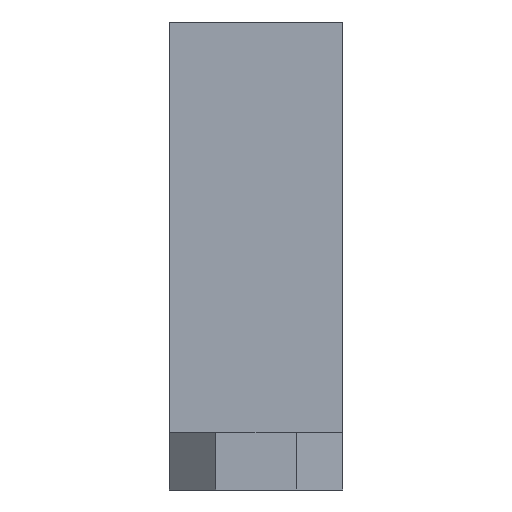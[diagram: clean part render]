
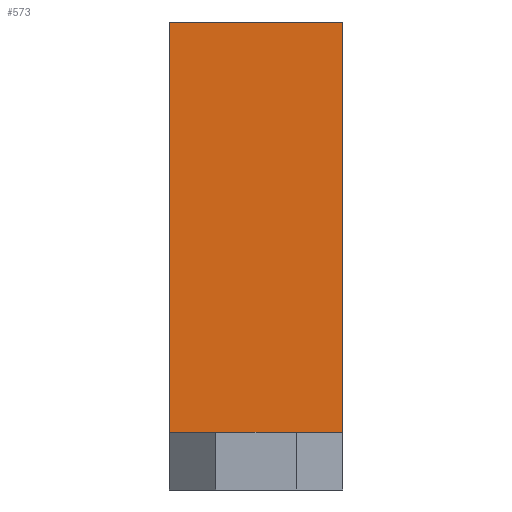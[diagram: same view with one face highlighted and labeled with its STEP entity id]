
A CAD part, front view. The second image highlights one B-rep face of the part: STEP entity #573.
In plain terms, the highlighted planar face has unit normal (0, -1, 0).
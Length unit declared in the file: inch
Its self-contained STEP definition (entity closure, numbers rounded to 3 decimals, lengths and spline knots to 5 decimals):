
#3 = CARTESIAN_POINT ( 'NONE',  ( 0., 1.556, 1.776 ) ) ;
#28 = VERTEX_POINT ( 'NONE', #418 ) ;
#47 = CARTESIAN_POINT ( 'NONE',  ( 0.75, 1.556, 1.776 ) ) ;
#58 = EDGE_CURVE ( 'NONE', #28, #128, #274, .T. ) ;
#61 = VERTEX_POINT ( 'NONE', #47 ) ;
#68 = VECTOR ( 'NONE', #78, 39.37008 ) ;
#78 = DIRECTION ( 'NONE',  ( 0., 0., -1. ) ) ;
#91 = LINE ( 'NONE', #3, #92 ) ;
#92 = VECTOR ( 'NONE', #373, 39.37008 ) ;
#93 = DIRECTION ( 'NONE',  ( 0., 0., -1. ) ) ;
#97 = ORIENTED_EDGE ( 'NONE', *, *, #551, .T. ) ;
#112 = VECTOR ( 'NONE', #225, 39.37008 ) ;
#128 = VERTEX_POINT ( 'NONE', #498 ) ;
#132 = CARTESIAN_POINT ( 'NONE',  ( 0., 1.556, 1.776 ) ) ;
#133 = EDGE_CURVE ( 'NONE', #325, #61, #91, .T. ) ;
#141 = CARTESIAN_POINT ( 'NONE',  ( 0., 1.556, 0. ) ) ;
#159 = CARTESIAN_POINT ( 'NONE',  ( 0., 1.556, 1.776 ) ) ;
#173 = FACE_OUTER_BOUND ( 'NONE', #382, .T. ) ;
#174 = VECTOR ( 'NONE', #93, 39.37008 ) ;
#216 = CARTESIAN_POINT ( 'NONE',  ( 0., 1.556, 1.776 ) ) ;
#225 = DIRECTION ( 'NONE',  ( 1., 0., 0. ) ) ;
#260 = ORIENTED_EDGE ( 'NONE', *, *, #58, .T. ) ;
#261 = LINE ( 'NONE', #216, #68 ) ;
#274 = LINE ( 'NONE', #141, #112 ) ;
#308 = DIRECTION ( 'NONE',  ( 0., 1., 0. ) ) ;
#310 = PLANE ( 'NONE',  #478 ) ;
#325 = VERTEX_POINT ( 'NONE', #159 ) ;
#373 = DIRECTION ( 'NONE',  ( 1., 0., 0. ) ) ;
#382 = EDGE_LOOP ( 'NONE', ( #260, #486, #581, #97 ) ) ;
#418 = CARTESIAN_POINT ( 'NONE',  ( 0., 1.556, 0. ) ) ;
#429 = EDGE_CURVE ( 'NONE', #61, #128, #528, .T. ) ;
#478 = AXIS2_PLACEMENT_3D ( 'NONE', #132, #308, #493 ) ;
#486 = ORIENTED_EDGE ( 'NONE', *, *, #429, .F. ) ;
#493 = DIRECTION ( 'NONE',  ( 0., 0., 1. ) ) ;
#498 = CARTESIAN_POINT ( 'NONE',  ( 0.75, 1.556, 0. ) ) ;
#499 = CARTESIAN_POINT ( 'NONE',  ( 0.75, 1.556, 1.776 ) ) ;
#528 = LINE ( 'NONE', #499, #174 ) ;
#551 = EDGE_CURVE ( 'NONE', #325, #28, #261, .T. ) ;
#573 = ADVANCED_FACE ( 'NONE', ( #173 ), #310, .F. ) ;
#581 = ORIENTED_EDGE ( 'NONE', *, *, #133, .F. ) ;
